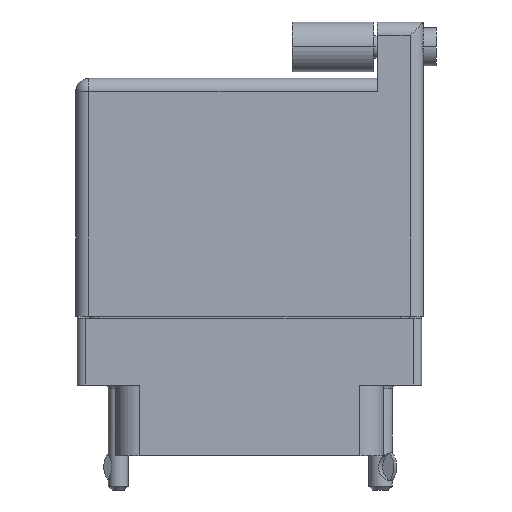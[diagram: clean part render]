
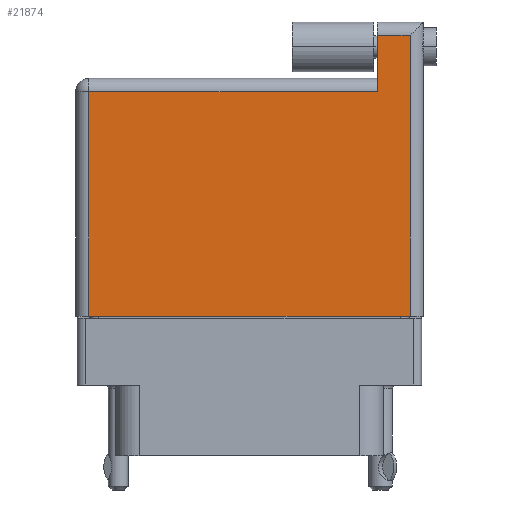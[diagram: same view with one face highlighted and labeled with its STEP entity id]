
A CAD part, front view. The second image highlights one B-rep face of the part: STEP entity #21874.
In plain terms, the highlighted face is planar.
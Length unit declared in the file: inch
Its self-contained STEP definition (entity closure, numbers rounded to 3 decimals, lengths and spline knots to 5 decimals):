
#1052 = VERTEX_POINT ( 'NONE', #31036 ) ;
#1610 = VERTEX_POINT ( 'NONE', #11716 ) ;
#2091 = DIRECTION ( 'NONE',  ( 0., -1., 0. ) ) ;
#2273 = FACE_OUTER_BOUND ( 'NONE', #28392, .T. ) ;
#2647 = DIRECTION ( 'NONE',  ( -1., 0., 0. ) ) ;
#2673 = EDGE_CURVE ( 'NONE', #1610, #1052, #20662, .T. ) ;
#2687 = ORIENTED_EDGE ( 'NONE', *, *, #28000, .T. ) ;
#3440 = VECTOR ( 'NONE', #2647, 39.37008 ) ;
#3503 = ORIENTED_EDGE ( 'NONE', *, *, #14788, .T. ) ;
#4166 = VECTOR ( 'NONE', #9452, 39.37008 ) ;
#7416 = DIRECTION ( 'NONE',  ( 0., 0., -1. ) ) ;
#7658 = PLANE ( 'NONE',  #8941 ) ;
#8941 = AXIS2_PLACEMENT_3D ( 'NONE', #13538, #7416, #35902 ) ;
#9452 = DIRECTION ( 'NONE',  ( -1., 0., 0. ) ) ;
#9911 = ORIENTED_EDGE ( 'NONE', *, *, #26351, .T. ) ;
#9991 = VECTOR ( 'NONE', #2091, 39.37008 ) ;
#11716 = CARTESIAN_POINT ( 'NONE',  ( 0.4875, 0.97, 0.3575 ) ) ;
#12302 = VECTOR ( 'NONE', #16177, 39.37008 ) ;
#13538 = CARTESIAN_POINT ( 'NONE',  ( -0.6625, 0.806, 0.3575 ) ) ;
#13584 = EDGE_CURVE ( 'NONE', #31274, #1610, #34797, .T. ) ;
#14788 = EDGE_CURVE ( 'NONE', #24410, #28719, #22777, .T. ) ;
#16177 = DIRECTION ( 'NONE',  ( 0., -1., 0. ) ) ;
#16587 = VECTOR ( 'NONE', #28568, 39.37008 ) ;
#17872 = ORIENTED_EDGE ( 'NONE', *, *, #2673, .T. ) ;
#18276 = CARTESIAN_POINT ( 'NONE',  ( 0.6125, 1.02, 0.3575 ) ) ;
#18377 = LINE ( 'NONE', #30197, #9991 ) ;
#20662 = LINE ( 'NONE', #32355, #12302 ) ;
#20936 = VERTEX_POINT ( 'NONE', #29031 ) ;
#21873 = LINE ( 'NONE', #18276, #25821 ) ;
#21874 = ADVANCED_FACE ( 'NONE', ( #2273 ), #7658, .F. ) ;
#22777 = LINE ( 'NONE', #26066, #16587 ) ;
#24410 = VERTEX_POINT ( 'NONE', #33640 ) ;
#25821 = VECTOR ( 'NONE', #35321, 39.37008 ) ;
#26066 = CARTESIAN_POINT ( 'NONE',  ( -0.6625, -0.1, 0.3575 ) ) ;
#26351 = EDGE_CURVE ( 'NONE', #20936, #24410, #18377, .T. ) ;
#26762 = EDGE_CURVE ( 'NONE', #28719, #31274, #21873, .T. ) ;
#27541 = LINE ( 'NONE', #32021, #4166 ) ;
#28000 = EDGE_CURVE ( 'NONE', #1052, #20936, #27541, .T. ) ;
#28116 = ORIENTED_EDGE ( 'NONE', *, *, #13584, .T. ) ;
#28392 = EDGE_LOOP ( 'NONE', ( #3503, #35246, #28116, #17872, #2687, #9911 ) ) ;
#28568 = DIRECTION ( 'NONE',  ( 1., 0., 0. ) ) ;
#28719 = VERTEX_POINT ( 'NONE', #32097 ) ;
#29031 = CARTESIAN_POINT ( 'NONE',  ( -0.6125, 0.756, 0.3575 ) ) ;
#30197 = CARTESIAN_POINT ( 'NONE',  ( -0.6125, -0.1, 0.3575 ) ) ;
#30756 = CARTESIAN_POINT ( 'NONE',  ( -0.6625, 0.97, 0.3575 ) ) ;
#31036 = CARTESIAN_POINT ( 'NONE',  ( 0.4875, 0.756, 0.3575 ) ) ;
#31274 = VERTEX_POINT ( 'NONE', #31696 ) ;
#31696 = CARTESIAN_POINT ( 'NONE',  ( 0.6125, 0.97, 0.3575 ) ) ;
#32021 = CARTESIAN_POINT ( 'NONE',  ( -0.6625, 0.756, 0.3575 ) ) ;
#32097 = CARTESIAN_POINT ( 'NONE',  ( 0.6125, -0.1, 0.3575 ) ) ;
#32355 = CARTESIAN_POINT ( 'NONE',  ( 0.4875, 1.02, 0.3575 ) ) ;
#33640 = CARTESIAN_POINT ( 'NONE',  ( -0.6125, -0.1, 0.3575 ) ) ;
#34797 = LINE ( 'NONE', #30756, #3440 ) ;
#35246 = ORIENTED_EDGE ( 'NONE', *, *, #26762, .T. ) ;
#35321 = DIRECTION ( 'NONE',  ( 0., 1., 0. ) ) ;
#35902 = DIRECTION ( 'NONE',  ( -1., 0., 0. ) ) ;
